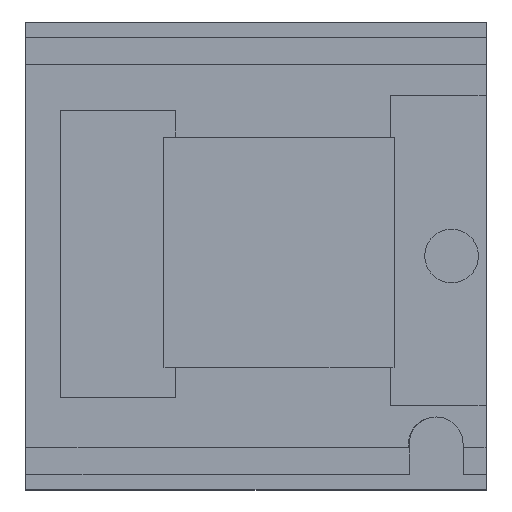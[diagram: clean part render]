
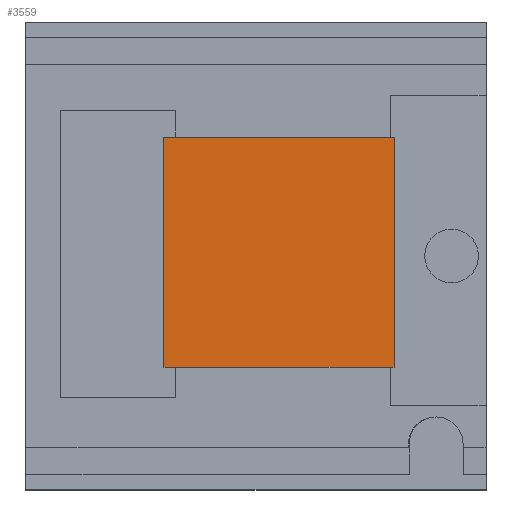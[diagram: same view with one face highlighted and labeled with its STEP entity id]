
A CAD part, top view. The second image highlights one B-rep face of the part: STEP entity #3559.
In plain terms, the highlighted planar face has unit normal (0, 0, 1).
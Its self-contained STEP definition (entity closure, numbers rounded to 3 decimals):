
#2163 = PLANE('',#2164);
#2164 = AXIS2_PLACEMENT_3D('',#2165,#2166,#2167);
#2165 = CARTESIAN_POINT('',(3.1,-2.9,-0.8));
#2166 = DIRECTION('',(0.,1.,0.));
#2167 = DIRECTION('',(-1.,0.,0.));
#2331 = PLANE('',#2332);
#2332 = AXIS2_PLACEMENT_3D('',#2333,#2334,#2335);
#2333 = CARTESIAN_POINT('',(-2.9,3.1,-0.8));
#2334 = DIRECTION('',(0.,-1.,0.));
#2335 = DIRECTION('',(1.,0.,0.));
#2672 = PLANE('',#2673);
#2673 = AXIS2_PLACEMENT_3D('',#2674,#2675,#2676);
#2674 = CARTESIAN_POINT('',(3.1,3.1,-0.8));
#2675 = DIRECTION('',(-1.,0.,0.));
#2676 = DIRECTION('',(0.,-1.,0.));
#2923 = VERTEX_POINT('',#2924);
#2924 = CARTESIAN_POINT('',(-2.9,3.1,-1.8));
#2938 = PLANE('',#2939);
#2939 = AXIS2_PLACEMENT_3D('',#2940,#2941,#2942);
#2940 = CARTESIAN_POINT('',(-2.9,-2.9,-0.8));
#2941 = DIRECTION('',(1.,0.,0.));
#2942 = DIRECTION('',(0.,1.,0.));
#2950 = EDGE_CURVE('',#2923,#2951,#2953,.T.);
#2951 = VERTEX_POINT('',#2952);
#2952 = CARTESIAN_POINT('',(3.1,3.1,-1.8));
#2953 = SURFACE_CURVE('',#2954,(#2958,#2965),.PCURVE_S1.);
#2954 = LINE('',#2955,#2956);
#2955 = CARTESIAN_POINT('',(-2.9,3.1,-1.8));
#2956 = VECTOR('',#2957,1.);
#2957 = DIRECTION('',(1.,0.,0.));
#2958 = PCURVE('',#2331,#2959);
#2959 = DEFINITIONAL_REPRESENTATION('',(#2960),#2964);
#2960 = LINE('',#2961,#2962);
#2961 = CARTESIAN_POINT('',(0.,-1.));
#2962 = VECTOR('',#2963,1.);
#2963 = DIRECTION('',(1.,0.));
#2964 = ( GEOMETRIC_REPRESENTATION_CONTEXT(2) 
PARAMETRIC_REPRESENTATION_CONTEXT() REPRESENTATION_CONTEXT('2D SPACE',''
  ) );
#2965 = PCURVE('',#2966,#2971);
#2966 = PLANE('',#2967);
#2967 = AXIS2_PLACEMENT_3D('',#2968,#2969,#2970);
#2968 = CARTESIAN_POINT('',(-2.9,3.1,-1.8));
#2969 = DIRECTION('',(0.,0.,1.));
#2970 = DIRECTION('',(1.,0.,0.));
#2971 = DEFINITIONAL_REPRESENTATION('',(#2972),#2976);
#2972 = LINE('',#2973,#2974);
#2973 = CARTESIAN_POINT('',(0.,0.));
#2974 = VECTOR('',#2975,1.);
#2975 = DIRECTION('',(1.,0.));
#2976 = ( GEOMETRIC_REPRESENTATION_CONTEXT(2) 
PARAMETRIC_REPRESENTATION_CONTEXT() REPRESENTATION_CONTEXT('2D SPACE',''
  ) );
#3289 = VERTEX_POINT('',#3290);
#3290 = CARTESIAN_POINT('',(3.1,-2.9,-1.8));
#3311 = EDGE_CURVE('',#3289,#3312,#3314,.T.);
#3312 = VERTEX_POINT('',#3313);
#3313 = CARTESIAN_POINT('',(-2.9,-2.9,-1.8));
#3314 = SURFACE_CURVE('',#3315,(#3319,#3326),.PCURVE_S1.);
#3315 = LINE('',#3316,#3317);
#3316 = CARTESIAN_POINT('',(3.1,-2.9,-1.8));
#3317 = VECTOR('',#3318,1.);
#3318 = DIRECTION('',(-1.,0.,0.));
#3319 = PCURVE('',#2163,#3320);
#3320 = DEFINITIONAL_REPRESENTATION('',(#3321),#3325);
#3321 = LINE('',#3322,#3323);
#3322 = CARTESIAN_POINT('',(0.,-1.));
#3323 = VECTOR('',#3324,1.);
#3324 = DIRECTION('',(1.,0.));
#3325 = ( GEOMETRIC_REPRESENTATION_CONTEXT(2) 
PARAMETRIC_REPRESENTATION_CONTEXT() REPRESENTATION_CONTEXT('2D SPACE',''
  ) );
#3326 = PCURVE('',#2966,#3327);
#3327 = DEFINITIONAL_REPRESENTATION('',(#3328),#3332);
#3328 = LINE('',#3329,#3330);
#3329 = CARTESIAN_POINT('',(6.,-6.));
#3330 = VECTOR('',#3331,1.);
#3331 = DIRECTION('',(-1.,0.));
#3332 = ( GEOMETRIC_REPRESENTATION_CONTEXT(2) 
PARAMETRIC_REPRESENTATION_CONTEXT() REPRESENTATION_CONTEXT('2D SPACE',''
  ) );
#3450 = EDGE_CURVE('',#2951,#3289,#3451,.T.);
#3451 = SURFACE_CURVE('',#3452,(#3456,#3463),.PCURVE_S1.);
#3452 = LINE('',#3453,#3454);
#3453 = CARTESIAN_POINT('',(3.1,3.1,-1.8));
#3454 = VECTOR('',#3455,1.);
#3455 = DIRECTION('',(0.,-1.,0.));
#3456 = PCURVE('',#2672,#3457);
#3457 = DEFINITIONAL_REPRESENTATION('',(#3458),#3462);
#3458 = LINE('',#3459,#3460);
#3459 = CARTESIAN_POINT('',(0.,-1.));
#3460 = VECTOR('',#3461,1.);
#3461 = DIRECTION('',(1.,0.));
#3462 = ( GEOMETRIC_REPRESENTATION_CONTEXT(2) 
PARAMETRIC_REPRESENTATION_CONTEXT() REPRESENTATION_CONTEXT('2D SPACE',''
  ) );
#3463 = PCURVE('',#2966,#3464);
#3464 = DEFINITIONAL_REPRESENTATION('',(#3465),#3469);
#3465 = LINE('',#3466,#3467);
#3466 = CARTESIAN_POINT('',(6.,0.));
#3467 = VECTOR('',#3468,1.);
#3468 = DIRECTION('',(0.,-1.));
#3469 = ( GEOMETRIC_REPRESENTATION_CONTEXT(2) 
PARAMETRIC_REPRESENTATION_CONTEXT() REPRESENTATION_CONTEXT('2D SPACE',''
  ) );
#3559 = ADVANCED_FACE('',(#3560),#2966,.T.);
#3560 = FACE_BOUND('',#3561,.F.);
#3561 = EDGE_LOOP('',(#3562,#3563,#3564,#3565));
#3562 = ORIENTED_EDGE('',*,*,#2950,.T.);
#3563 = ORIENTED_EDGE('',*,*,#3450,.T.);
#3564 = ORIENTED_EDGE('',*,*,#3311,.T.);
#3565 = ORIENTED_EDGE('',*,*,#3566,.T.);
#3566 = EDGE_CURVE('',#3312,#2923,#3567,.T.);
#3567 = SURFACE_CURVE('',#3568,(#3572,#3579),.PCURVE_S1.);
#3568 = LINE('',#3569,#3570);
#3569 = CARTESIAN_POINT('',(-2.9,-2.9,-1.8));
#3570 = VECTOR('',#3571,1.);
#3571 = DIRECTION('',(0.,1.,0.));
#3572 = PCURVE('',#2966,#3573);
#3573 = DEFINITIONAL_REPRESENTATION('',(#3574),#3578);
#3574 = LINE('',#3575,#3576);
#3575 = CARTESIAN_POINT('',(0.,-6.));
#3576 = VECTOR('',#3577,1.);
#3577 = DIRECTION('',(0.,1.));
#3578 = ( GEOMETRIC_REPRESENTATION_CONTEXT(2) 
PARAMETRIC_REPRESENTATION_CONTEXT() REPRESENTATION_CONTEXT('2D SPACE',''
  ) );
#3579 = PCURVE('',#2938,#3580);
#3580 = DEFINITIONAL_REPRESENTATION('',(#3581),#3585);
#3581 = LINE('',#3582,#3583);
#3582 = CARTESIAN_POINT('',(0.,-1.));
#3583 = VECTOR('',#3584,1.);
#3584 = DIRECTION('',(1.,0.));
#3585 = ( GEOMETRIC_REPRESENTATION_CONTEXT(2) 
PARAMETRIC_REPRESENTATION_CONTEXT() REPRESENTATION_CONTEXT('2D SPACE',''
  ) );
